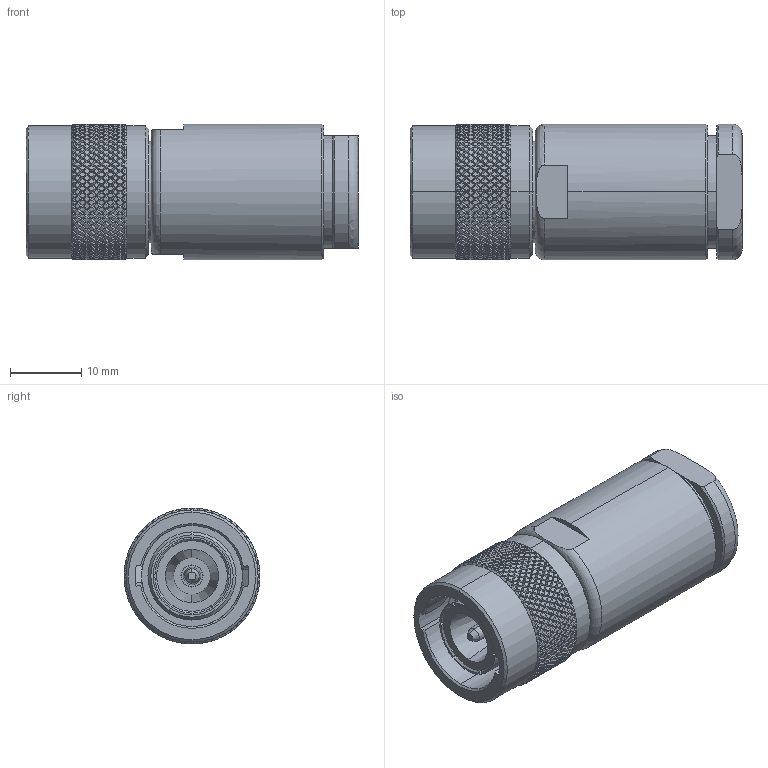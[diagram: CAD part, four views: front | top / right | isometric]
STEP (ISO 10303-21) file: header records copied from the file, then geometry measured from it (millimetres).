
FILE_DESCRIPTION (( 'STEP AP214' ), '1' );
FILE_NAME ('FMCN45903_3D.step', '2023-05-10T17:45:59', ( '' ), ( '' ), 'SwSTEP 2.0', 'SolidWorks 2022', '' );
FILE_SCHEMA (( 'AUTOMOTIVE_DESIGN' ));
Products named in the file (1): FMCN45903_3D
Bounding box: 46.49 x 19 x 19 mm (x, y, z)
Volume: 9878 mm3; surface area: 5858.8 mm2
Topology: 2 solids, 2 shells, 4010 faces, 8314 edges, 4323 vertices
Faces by surface type: bspline 3137, cylinder 786, plane 51, cone 32, torus 4
Entity records: 189403 total; most frequent: CARTESIAN_POINT 139362, ORIENTED_EDGE 16628, EDGE_CURVE 8314, VERTEX_POINT 4323, EDGE_LOOP 4025, ADVANCED_FACE 4010, FACE_OUTER_BOUND 4010, B_SPLINE_CURVE_WITH_KNOTS 3561
